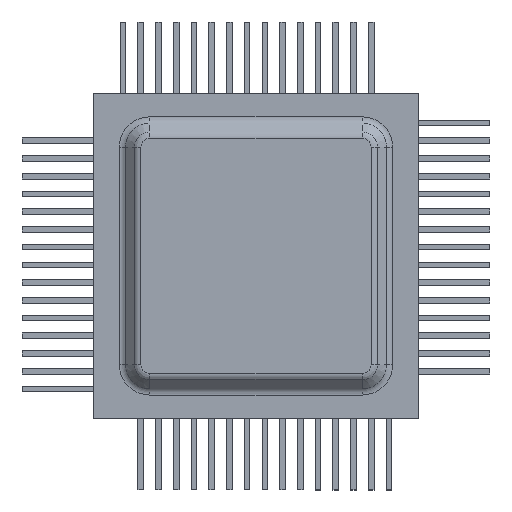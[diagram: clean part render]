
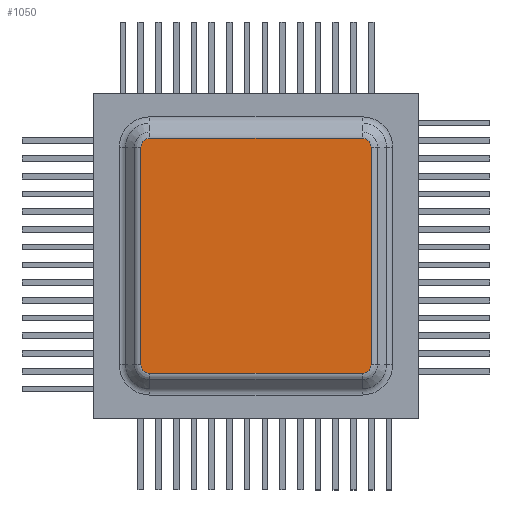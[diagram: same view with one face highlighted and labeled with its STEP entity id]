
A CAD part, top view. The second image highlights one B-rep face of the part: STEP entity #1050.
In plain terms, the highlighted planar face has unit normal (0, 0, 1).
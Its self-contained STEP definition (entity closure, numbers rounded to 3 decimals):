
#828 = VERTEX_POINT('',#829);
#829 = CARTESIAN_POINT('',(6.,-6.631,3.));
#836 = EDGE_CURVE('',#837,#828,#839,.T.);
#837 = VERTEX_POINT('',#838);
#838 = CARTESIAN_POINT('',(-6.,-6.631,3.));
#839 = LINE('',#840,#841);
#840 = CARTESIAN_POINT('',(-6.,-6.631,3.));
#841 = VECTOR('',#842,1.);
#842 = DIRECTION('',(1.,0.,0.));
#860 = VERTEX_POINT('',#861);
#861 = CARTESIAN_POINT('',(-6.493,-6.138,3.));
#870 = EDGE_CURVE('',#860,#837,#871,.T.);
#871 = CIRCLE('',#872,0.493);
#872 = AXIS2_PLACEMENT_3D('',#873,#874,#875);
#873 = CARTESIAN_POINT('',(-6.,-6.138,3.));
#874 = DIRECTION('',(0.,0.,1.));
#875 = DIRECTION('',(-1.,0.,0.));
#894 = VERTEX_POINT('',#895);
#895 = CARTESIAN_POINT('',(6.493,-6.138,3.));
#902 = EDGE_CURVE('',#828,#894,#903,.T.);
#903 = CIRCLE('',#904,0.493);
#904 = AXIS2_PLACEMENT_3D('',#905,#906,#907);
#905 = CARTESIAN_POINT('',(6.,-6.138,3.));
#906 = DIRECTION('',(-0.,0.,1.));
#907 = DIRECTION('',(0.,-1.,0.));
#925 = EDGE_CURVE('',#926,#860,#928,.T.);
#926 = VERTEX_POINT('',#927);
#927 = CARTESIAN_POINT('',(-6.493,6.138,3.));
#928 = LINE('',#929,#930);
#929 = CARTESIAN_POINT('',(-6.493,6.138,3.));
#930 = VECTOR('',#931,1.);
#931 = DIRECTION('',(0.,-1.,0.));
#950 = VERTEX_POINT('',#951);
#951 = CARTESIAN_POINT('',(6.493,6.138,3.));
#958 = EDGE_CURVE('',#894,#950,#959,.T.);
#959 = LINE('',#960,#961);
#960 = CARTESIAN_POINT('',(6.493,-6.138,3.));
#961 = VECTOR('',#962,1.);
#962 = DIRECTION('',(0.,1.,0.));
#974 = VERTEX_POINT('',#975);
#975 = CARTESIAN_POINT('',(-6.,6.631,3.));
#984 = EDGE_CURVE('',#974,#926,#985,.T.);
#985 = CIRCLE('',#986,0.493);
#986 = AXIS2_PLACEMENT_3D('',#987,#988,#989);
#987 = CARTESIAN_POINT('',(-6.,6.138,3.));
#988 = DIRECTION('',(0.,-0.,1.));
#989 = DIRECTION('',(0.,1.,0.));
#1008 = VERTEX_POINT('',#1009);
#1009 = CARTESIAN_POINT('',(6.,6.631,3.));
#1016 = EDGE_CURVE('',#950,#1008,#1017,.T.);
#1017 = CIRCLE('',#1018,0.493);
#1018 = AXIS2_PLACEMENT_3D('',#1019,#1020,#1021);
#1019 = CARTESIAN_POINT('',(6.,6.138,3.));
#1020 = DIRECTION('',(0.,0.,1.));
#1021 = DIRECTION('',(1.,0.,-0.));
#1039 = EDGE_CURVE('',#1008,#974,#1040,.T.);
#1040 = LINE('',#1041,#1042);
#1041 = CARTESIAN_POINT('',(6.,6.631,3.));
#1042 = VECTOR('',#1043,1.);
#1043 = DIRECTION('',(-1.,0.,0.));
#1050 = ADVANCED_FACE('',(#1051),#1061,.T.);
#1051 = FACE_BOUND('',#1052,.T.);
#1052 = EDGE_LOOP('',(#1053,#1054,#1055,#1056,#1057,#1058,#1059,#1060));
#1053 = ORIENTED_EDGE('',*,*,#836,.T.);
#1054 = ORIENTED_EDGE('',*,*,#902,.T.);
#1055 = ORIENTED_EDGE('',*,*,#958,.T.);
#1056 = ORIENTED_EDGE('',*,*,#1016,.T.);
#1057 = ORIENTED_EDGE('',*,*,#1039,.T.);
#1058 = ORIENTED_EDGE('',*,*,#984,.T.);
#1059 = ORIENTED_EDGE('',*,*,#925,.T.);
#1060 = ORIENTED_EDGE('',*,*,#870,.T.);
#1061 = PLANE('',#1062);
#1062 = AXIS2_PLACEMENT_3D('',#1063,#1064,#1065);
#1063 = CARTESIAN_POINT('',(-6.,-6.138,3.));
#1064 = DIRECTION('',(0.,0.,1.));
#1065 = DIRECTION('',(1.,0.,-0.));
